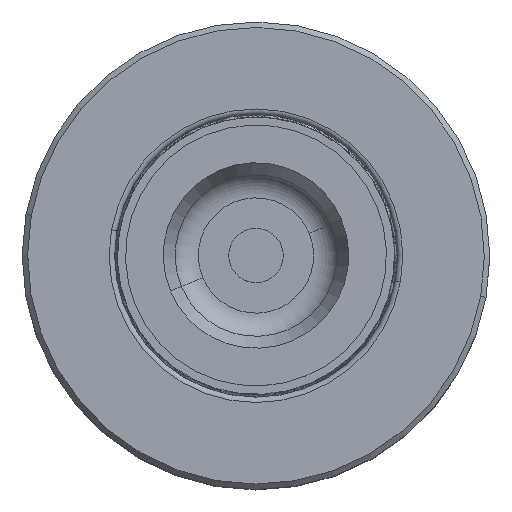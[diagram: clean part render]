
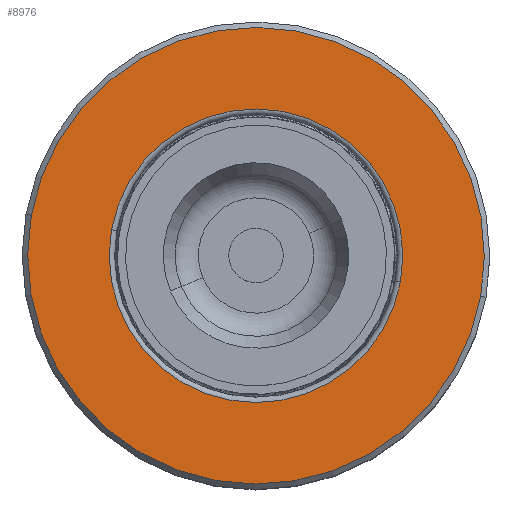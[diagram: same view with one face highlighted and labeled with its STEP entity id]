
A CAD part, top view. The second image highlights one B-rep face of the part: STEP entity #8976.
In plain terms, the highlighted face is planar.
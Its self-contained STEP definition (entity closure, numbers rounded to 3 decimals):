
#786 = AXIS2_PLACEMENT_3D ( 'NONE', #36805, #18364, #33397 ) ;
#1164 = CIRCLE ( 'NONE', #17170, 21. ) ;
#1875 = CARTESIAN_POINT ( 'NONE',  ( 0., 15.687, 13.5 ) ) ;
#2339 = AXIS2_PLACEMENT_3D ( 'NONE', #23571, #24220, #6380 ) ;
#2489 = CARTESIAN_POINT ( 'NONE',  ( 0., 15.687, 0. ) ) ;
#3385 = VERTEX_POINT ( 'NONE', #26726 ) ;
#4357 = EDGE_CURVE ( 'NONE', #3385, #8185, #1164, .T. ) ;
#4920 = EDGE_CURVE ( 'NONE', #8487, #8129, #37842, .T. ) ;
#4927 = AXIS2_PLACEMENT_3D ( 'NONE', #16138, #13153, #37194 ) ;
#6380 = DIRECTION ( 'NONE',  ( 0., 0., -1. ) ) ;
#7100 = PLANE ( 'NONE',  #4927 ) ;
#8129 = VERTEX_POINT ( 'NONE', #17775 ) ;
#8162 = DIRECTION ( 'NONE',  ( 0., 0., -1. ) ) ;
#8185 = VERTEX_POINT ( 'NONE', #33318 ) ;
#8487 = VERTEX_POINT ( 'NONE', #1875 ) ;
#8948 = DIRECTION ( 'NONE',  ( 0., -1., 0. ) ) ;
#8976 = ADVANCED_FACE ( 'NONE', ( #34013, #17027 ), #7100, .T. ) ;
#9699 = ORIENTED_EDGE ( 'NONE', *, *, #19589, .T. ) ;
#11325 = ORIENTED_EDGE ( 'NONE', *, *, #4357, .F. ) ;
#12501 = ORIENTED_EDGE ( 'NONE', *, *, #19703, .F. ) ;
#13153 = DIRECTION ( 'NONE',  ( 0., 1., 0. ) ) ;
#16138 = CARTESIAN_POINT ( 'NONE',  ( 21., 15.687, 0. ) ) ;
#17027 = FACE_OUTER_BOUND ( 'NONE', #27426, .T. ) ;
#17170 = AXIS2_PLACEMENT_3D ( 'NONE', #2489, #26143, #8162 ) ;
#17381 = AXIS2_PLACEMENT_3D ( 'NONE', #23767, #8948, #17585 ) ;
#17585 = DIRECTION ( 'NONE',  ( 0., 0., -1. ) ) ;
#17775 = CARTESIAN_POINT ( 'NONE',  ( 0., 15.687, -13.5 ) ) ;
#18364 = DIRECTION ( 'NONE',  ( 0., -1., 0. ) ) ;
#19589 = EDGE_CURVE ( 'NONE', #8129, #8487, #34225, .T. ) ;
#19703 = EDGE_CURVE ( 'NONE', #8185, #3385, #24260, .T. ) ;
#19944 = EDGE_LOOP ( 'NONE', ( #9699, #34591 ) ) ;
#23571 = CARTESIAN_POINT ( 'NONE',  ( 0., 15.687, 0. ) ) ;
#23767 = CARTESIAN_POINT ( 'NONE',  ( 0., 15.687, 0. ) ) ;
#24220 = DIRECTION ( 'NONE',  ( 0., -1., 0. ) ) ;
#24260 = CIRCLE ( 'NONE', #786, 21. ) ;
#26143 = DIRECTION ( 'NONE',  ( 0., -1., 0. ) ) ;
#26726 = CARTESIAN_POINT ( 'NONE',  ( 0., 15.687, -21. ) ) ;
#27426 = EDGE_LOOP ( 'NONE', ( #11325, #12501 ) ) ;
#33318 = CARTESIAN_POINT ( 'NONE',  ( 0., 15.687, 21. ) ) ;
#33397 = DIRECTION ( 'NONE',  ( 0., 0., -1. ) ) ;
#34013 = FACE_BOUND ( 'NONE', #19944, .T. ) ;
#34225 = CIRCLE ( 'NONE', #17381, 13.5 ) ;
#34591 = ORIENTED_EDGE ( 'NONE', *, *, #4920, .T. ) ;
#36805 = CARTESIAN_POINT ( 'NONE',  ( 0., 15.687, 0. ) ) ;
#37194 = DIRECTION ( 'NONE',  ( 0., 0., 1. ) ) ;
#37842 = CIRCLE ( 'NONE', #2339, 13.5 ) ;
